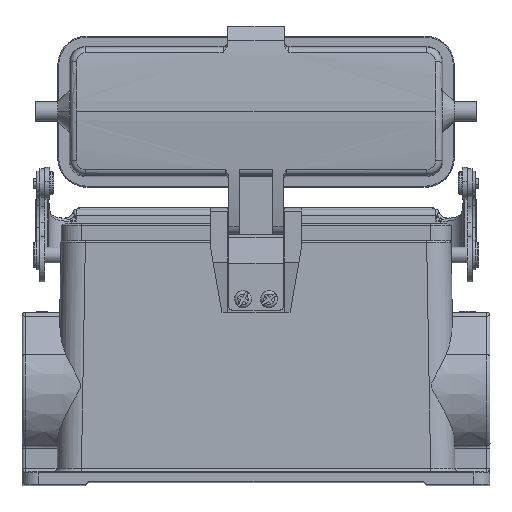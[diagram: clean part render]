
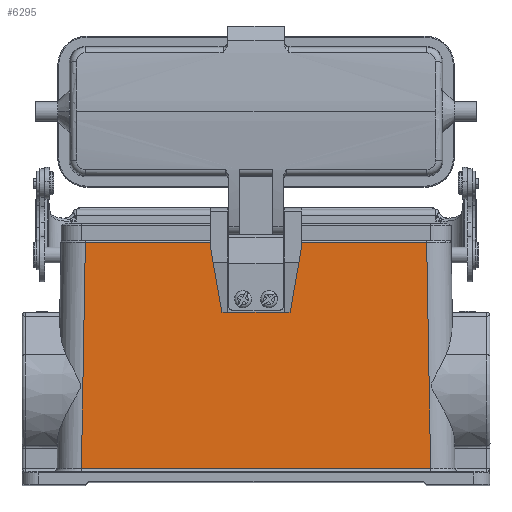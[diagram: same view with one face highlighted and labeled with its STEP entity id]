
A CAD part, front view. The second image highlights one B-rep face of the part: STEP entity #6295.
In plain terms, the highlighted planar face has unit normal (0, -1, 0.027).
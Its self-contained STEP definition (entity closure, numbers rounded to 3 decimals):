
#1288=FACE_BOUND('',#10223,.T.);
#1289=FACE_BOUND('',#10224,.T.);
#2402=LINE('',#43026,#4372);
#2403=LINE('',#43028,#4373);
#2404=LINE('',#43030,#4374);
#2405=LINE('',#43032,#4375);
#2406=LINE('',#43033,#4376);
#2407=LINE('',#43036,#4377);
#2408=LINE('',#43043,#4378);
#2409=LINE('',#43045,#4379);
#2410=LINE('',#43047,#4380);
#2411=LINE('',#43049,#4381);
#2412=LINE('',#43051,#4382);
#2413=LINE('',#43053,#4383);
#2414=LINE('',#43055,#4384);
#2415=LINE('',#43057,#4385);
#2416=LINE('',#43059,#4386);
#2417=LINE('',#43066,#4387);
#2418=LINE('',#43068,#4388);
#2419=LINE('',#43070,#4389);
#4372=VECTOR('',#33598,1.);
#4373=VECTOR('',#33601,1.);
#4374=VECTOR('',#33602,1.);
#4375=VECTOR('',#33603,1.);
#4376=VECTOR('',#33604,1.);
#4377=VECTOR('',#33605,1.);
#4378=VECTOR('',#33606,1.);
#4379=VECTOR('',#33607,1.);
#4380=VECTOR('',#33608,1.);
#4381=VECTOR('',#33609,1.);
#4382=VECTOR('',#33610,1.);
#4383=VECTOR('',#33611,1.);
#4384=VECTOR('',#33612,1.);
#4385=VECTOR('',#33613,1.);
#4386=VECTOR('',#33614,1.);
#4387=VECTOR('',#33615,1.);
#4388=VECTOR('',#33616,1.);
#4389=VECTOR('',#33617,1.);
#6295=ADVANCED_FACE('',(#1288,#1289),#7825,.F.);
#7825=PLANE('',#30560);
#10223=EDGE_LOOP('',(#12877,#12878,#12879,#12880));
#10224=EDGE_LOOP('',(#12881,#12882,#12883,#12884,#12885,#12886,#12887,#12888,
#12889,#12890,#12891,#12892,#12893,#12894,#12895,#12896));
#12877=ORIENTED_EDGE('',*,*,#24729,.T.);
#12878=ORIENTED_EDGE('',*,*,#24728,.F.);
#12879=ORIENTED_EDGE('',*,*,#24730,.T.);
#12880=ORIENTED_EDGE('',*,*,#24731,.F.);
#12881=ORIENTED_EDGE('',*,*,#24732,.F.);
#12882=ORIENTED_EDGE('',*,*,#24733,.T.);
#12883=ORIENTED_EDGE('',*,*,#24734,.T.);
#12884=ORIENTED_EDGE('',*,*,#24735,.T.);
#12885=ORIENTED_EDGE('',*,*,#24736,.T.);
#12886=ORIENTED_EDGE('',*,*,#24737,.F.);
#12887=ORIENTED_EDGE('',*,*,#24738,.T.);
#12888=ORIENTED_EDGE('',*,*,#24739,.T.);
#12889=ORIENTED_EDGE('',*,*,#24740,.T.);
#12890=ORIENTED_EDGE('',*,*,#24741,.F.);
#12891=ORIENTED_EDGE('',*,*,#24742,.T.);
#12892=ORIENTED_EDGE('',*,*,#24743,.T.);
#12893=ORIENTED_EDGE('',*,*,#24744,.T.);
#12894=ORIENTED_EDGE('',*,*,#24745,.T.);
#12895=ORIENTED_EDGE('',*,*,#24746,.F.);
#12896=ORIENTED_EDGE('',*,*,#24747,.T.);
#21479=VERTEX_POINT('',#42907);
#21484=VERTEX_POINT('',#43025);
#21485=VERTEX_POINT('',#43029);
#21486=VERTEX_POINT('',#43031);
#21487=VERTEX_POINT('',#43034);
#21488=VERTEX_POINT('',#43035);
#21489=VERTEX_POINT('',#43037);
#21490=VERTEX_POINT('',#43042);
#21491=VERTEX_POINT('',#43044);
#21492=VERTEX_POINT('',#43046);
#21493=VERTEX_POINT('',#43048);
#21494=VERTEX_POINT('',#43050);
#21495=VERTEX_POINT('',#43052);
#21496=VERTEX_POINT('',#43054);
#21497=VERTEX_POINT('',#43056);
#21498=VERTEX_POINT('',#43058);
#21499=VERTEX_POINT('',#43060);
#21500=VERTEX_POINT('',#43065);
#21501=VERTEX_POINT('',#43067);
#21502=VERTEX_POINT('',#43069);
#24728=EDGE_CURVE('',#21484,#21479,#2402,.T.);
#24729=EDGE_CURVE('',#21485,#21479,#2403,.T.);
#24730=EDGE_CURVE('',#21484,#21486,#2404,.T.);
#24731=EDGE_CURVE('',#21485,#21486,#2405,.T.);
#24732=EDGE_CURVE('',#21487,#21488,#2406,.T.);
#24733=EDGE_CURVE('',#21487,#21489,#2407,.T.);
#24734=EDGE_CURVE('',#21489,#21490,#28904,.T.);
#24735=EDGE_CURVE('',#21490,#21491,#2408,.T.);
#24736=EDGE_CURVE('',#21491,#21492,#2409,.T.);
#24737=EDGE_CURVE('',#21493,#21492,#2410,.T.);
#24738=EDGE_CURVE('',#21493,#21494,#2411,.T.);
#24739=EDGE_CURVE('',#21494,#21495,#2412,.T.);
#24740=EDGE_CURVE('',#21495,#21496,#2413,.T.);
#24741=EDGE_CURVE('',#21497,#21496,#2414,.T.);
#24742=EDGE_CURVE('',#21497,#21498,#2415,.T.);
#24743=EDGE_CURVE('',#21498,#21499,#2416,.T.);
#24744=EDGE_CURVE('',#21499,#21500,#28905,.T.);
#24745=EDGE_CURVE('',#21500,#21501,#2417,.T.);
#24746=EDGE_CURVE('',#21502,#21501,#2418,.T.);
#24747=EDGE_CURVE('',#21502,#21488,#2419,.T.);
#28904=B_SPLINE_CURVE_WITH_KNOTS('',3,(#43038,#43039,#43040,#43041),
 .UNSPECIFIED.,.F.,.F.,(4,4),(0.,1.),.UNSPECIFIED.);
#28905=B_SPLINE_CURVE_WITH_KNOTS('',3,(#43061,#43062,#43063,#43064),
 .UNSPECIFIED.,.F.,.F.,(4,4),(0.,1.),.UNSPECIFIED.);
#30560=AXIS2_PLACEMENT_3D('',#43071,#33618,#33619);
#33598=DIRECTION('',(0.017,0.027,0.999));
#33601=DIRECTION('',(-1.,0.,0.));
#33602=DIRECTION('',(1.,0.,0.));
#33603=DIRECTION('',(0.017,-0.027,-0.999));
#33604=DIRECTION('',(0.172,-0.026,-0.985));
#33605=DIRECTION('',(0.749,0.018,0.662));
#33606=DIRECTION('',(1.,0.,0.));
#33607=DIRECTION('',(0.,0.027,1.));
#33608=DIRECTION('',(0.707,-0.019,-0.707));
#33609=DIRECTION('',(0.,0.027,1.));
#33610=DIRECTION('',(1.,0.,0.));
#33611=DIRECTION('',(0.,-0.027,-1.));
#33612=DIRECTION('',(0.707,0.019,0.707));
#33613=DIRECTION('',(0.,-0.027,-1.));
#33614=DIRECTION('',(1.,0.,0.));
#33615=DIRECTION('',(0.749,-0.018,-0.662));
#33616=DIRECTION('',(0.172,0.026,0.985));
#33617=DIRECTION('',(-1.,0.,0.));
#33618=DIRECTION('',(0.,1.,-0.027));
#33619=DIRECTION('',(0.,-0.027,-1.));
#42907=CARTESIAN_POINT('',(-102.739,-57.779,58.171));
#43025=CARTESIAN_POINT('',(-103.952,-59.628,-11.342));
#43026=CARTESIAN_POINT('',(-103.952,-59.628,-11.342));
#43028=CARTESIAN_POINT('',(2.281,-57.779,58.171));
#43029=CARTESIAN_POINT('',(2.281,-57.779,58.171));
#43030=CARTESIAN_POINT('',(-103.952,-59.628,-11.342));
#43031=CARTESIAN_POINT('',(3.494,-59.628,-11.342));
#43032=CARTESIAN_POINT('',(2.281,-57.779,58.171));
#43033=CARTESIAN_POINT('',(-61.041,-58.308,38.298));
#43034=CARTESIAN_POINT('',(-61.041,-58.308,38.298));
#43035=CARTESIAN_POINT('',(-60.83,-58.34,37.096));
#43036=CARTESIAN_POINT('',(-61.041,-58.308,38.298));
#43037=CARTESIAN_POINT('',(-56.117,-58.192,42.65));
#43038=CARTESIAN_POINT('',(-56.117,-58.192,42.65));
#43039=CARTESIAN_POINT('',(-55.578,-58.179,43.127));
#43040=CARTESIAN_POINT('',(-54.948,-58.173,43.365));
#43041=CARTESIAN_POINT('',(-54.229,-58.173,43.365));
#43042=CARTESIAN_POINT('',(-54.229,-58.173,43.365));
#43043=CARTESIAN_POINT('',(-54.229,-58.173,43.365));
#43044=CARTESIAN_POINT('',(-52.229,-58.173,43.365));
#43045=CARTESIAN_POINT('',(-52.229,-58.173,43.365));
#43046=CARTESIAN_POINT('',(-52.229,-57.956,51.513));
#43047=CARTESIAN_POINT('',(-52.729,-57.943,52.013));
#43048=CARTESIAN_POINT('',(-52.729,-57.943,52.013));
#43049=CARTESIAN_POINT('',(-52.729,-57.943,52.013));
#43050=CARTESIAN_POINT('',(-52.729,-57.823,56.512));
#43051=CARTESIAN_POINT('',(-52.729,-57.823,56.512));
#43052=CARTESIAN_POINT('',(-47.729,-57.823,56.512));
#43053=CARTESIAN_POINT('',(-47.729,-57.823,56.512));
#43054=CARTESIAN_POINT('',(-47.729,-57.943,52.013));
#43055=CARTESIAN_POINT('',(-48.229,-57.956,51.513));
#43056=CARTESIAN_POINT('',(-48.229,-57.956,51.513));
#43057=CARTESIAN_POINT('',(-48.229,-57.956,51.513));
#43058=CARTESIAN_POINT('',(-48.229,-58.173,43.365));
#43059=CARTESIAN_POINT('',(-48.229,-58.173,43.365));
#43060=CARTESIAN_POINT('',(-46.229,-58.173,43.365));
#43061=CARTESIAN_POINT('',(-46.229,-58.173,43.365));
#43062=CARTESIAN_POINT('',(-45.51,-58.173,43.365));
#43063=CARTESIAN_POINT('',(-44.88,-58.179,43.127));
#43064=CARTESIAN_POINT('',(-44.341,-58.192,42.65));
#43065=CARTESIAN_POINT('',(-44.341,-58.192,42.65));
#43066=CARTESIAN_POINT('',(-44.341,-58.192,42.65));
#43067=CARTESIAN_POINT('',(-39.417,-58.308,38.298));
#43068=CARTESIAN_POINT('',(-39.628,-58.34,37.096));
#43069=CARTESIAN_POINT('',(-39.628,-58.34,37.096));
#43070=CARTESIAN_POINT('',(-39.628,-58.34,37.096));
#43071=CARTESIAN_POINT('',(-50.229,-58.704,23.415));
